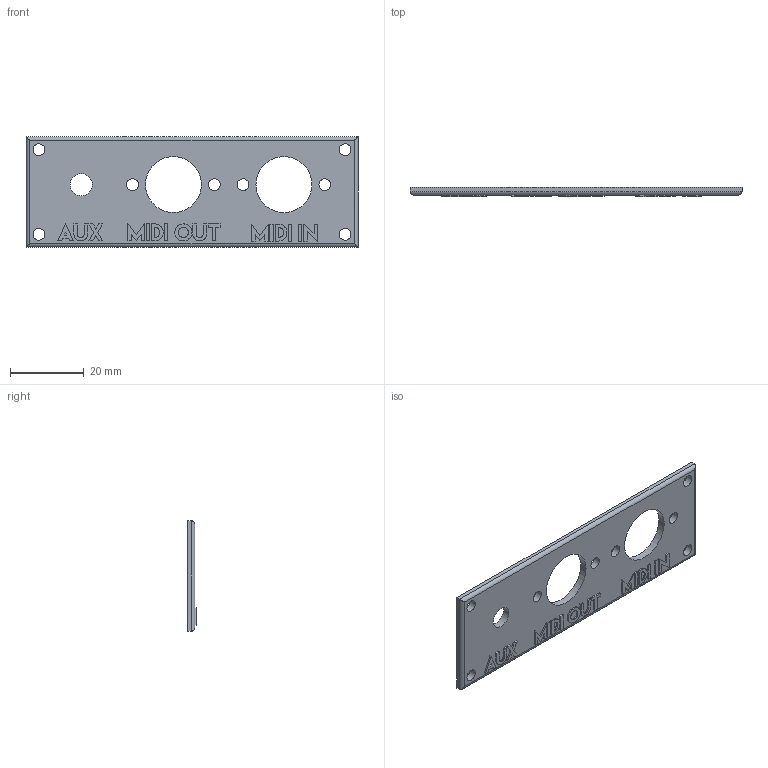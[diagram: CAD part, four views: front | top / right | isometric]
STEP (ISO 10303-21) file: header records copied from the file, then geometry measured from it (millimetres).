
FILE_DESCRIPTION(('FreeCAD Model'),'2;1');
FILE_NAME('Open CASCADE Shape Model','2024-02-04T22:39:47',(''),(''), 'Open CASCADE STEP processor 7.6','FreeCAD','Unknown');
FILE_SCHEMA(('AUTOMOTIVE_DESIGN { 1 0 10303 214 1 1 1 1 }'));
Length unit declared in the file: millimetre
Products named in the file (1): Panel
Bounding box: 90.1 x 2.4 x 30 mm (x, y, z)
Volume: 4494.2 mm3; surface area: 5379.3 mm2
Topology: 1 solids, 1 shells, 211 faces, 563 edges, 374 vertices
Faces by surface type: plane 148, extrusion 48, cylinder 15
Full cylindrical faces by diameter (mm): 3.2 x8, 6 x1, 15.2 x2
Entity records: 6757 total; most frequent: CARTESIAN_POINT 1581, ORIENTED_EDGE 1126, DIRECTION 869, EDGE_CURVE 563, VECTOR 489, LINE 441, VERTEX_POINT 374, FACE_BOUND 253
